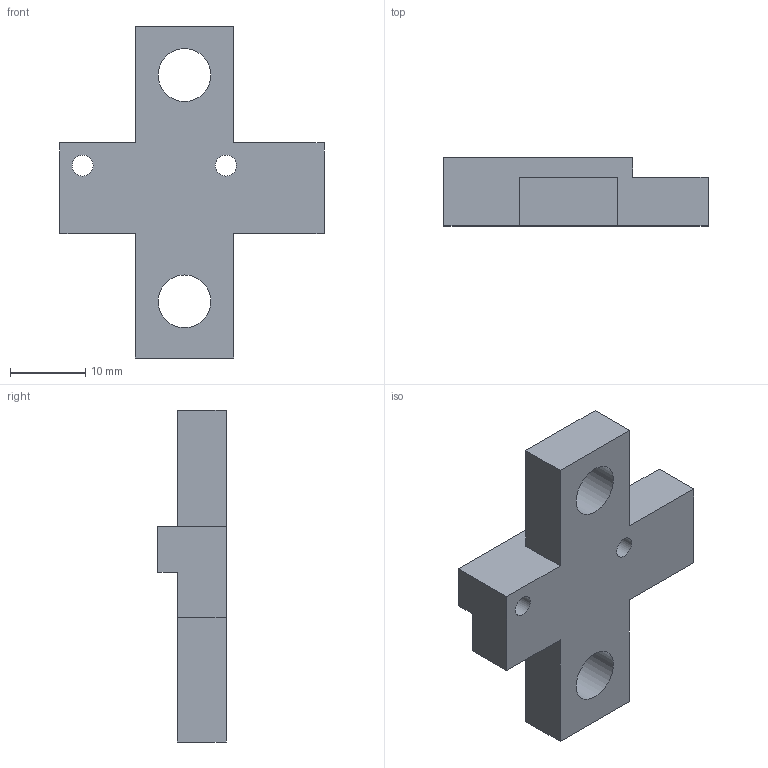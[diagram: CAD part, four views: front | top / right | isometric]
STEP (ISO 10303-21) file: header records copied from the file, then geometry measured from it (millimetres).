
FILE_DESCRIPTION(('HOOPS Exchange Step'),'2;1');
FILE_NAME('ZAxis Endstop Holder.step','2018-08-20T11:15:36+00:00',('SYSTEM'),('Unknown organisation'),'HOOPS Exchange 10.0','HOOPS Exchange','Unknown authorisation');
FILE_SCHEMA( ('AUTOMOTIVE_DESIGN { 1 0 10303 214 1 1 1 1 }') );
Length unit declared in the file: millimetre
Products named in the file (2): Default; ZAxis Endstop Holder
Assembly tree (1 placements, depth 2):
  ZAxis Endstop Holder
    Default
Bounding box: 35 x 9.05 x 44 mm (x, y, z)
Volume: 5174.3 mm3; surface area: 3116.6 mm2
Topology: 1 solids, 1 shells, 21 faces, 57 edges, 38 vertices
Faces by surface type: plane 17, cylinder 4
Full cylindrical faces by diameter (mm): 2.8 x2, 7 x2
Entity records: 722 total; most frequent: CARTESIAN_POINT 119, ORIENTED_EDGE 114, DIRECTION 113, EDGE_CURVE 57, VECTOR 49, LINE 49, VERTEX_POINT 38, AXIS2_PLACEMENT_3D 32
